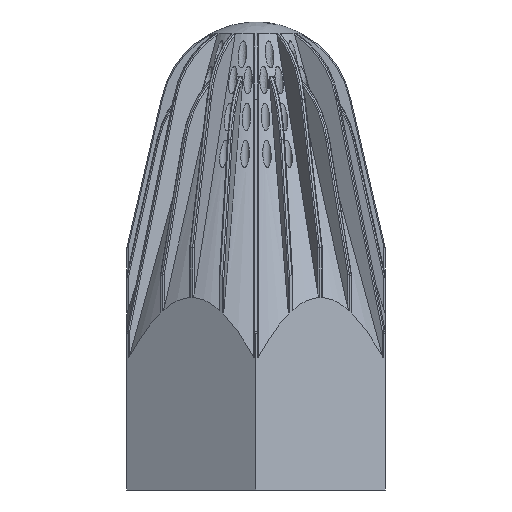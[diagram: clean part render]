
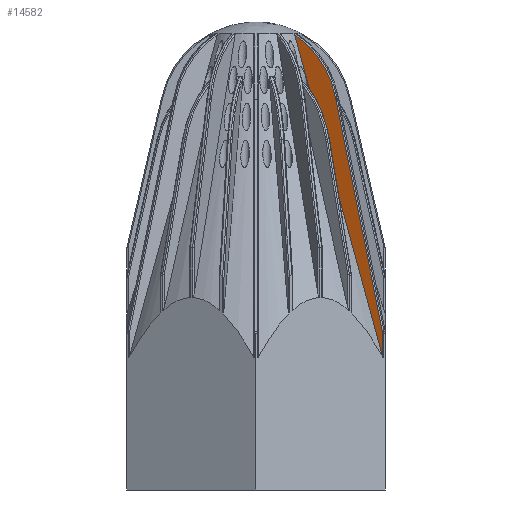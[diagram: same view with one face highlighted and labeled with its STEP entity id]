
A CAD part, left-side view. The second image highlights one B-rep face of the part: STEP entity #14582.
In plain terms, the highlighted planar face has unit normal (-0.866, 0.5, 0).
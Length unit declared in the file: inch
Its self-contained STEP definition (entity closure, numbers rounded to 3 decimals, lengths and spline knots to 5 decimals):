
#14414=CARTESIAN_POINT('',(-0.3783,-0.61723,3.03395));
#14415=VERTEX_POINT('',#14414);
#14432=CARTESIAN_POINT('',(-0.19574,-0.30104,3.52339));
#14433=VERTEX_POINT('',#14432);
#14449=CARTESIAN_POINT('',(-0.01645,0.0095,2.875));
#14450=DIRECTION('',(0.866,-0.5,0.));
#14451=DIRECTION('',(-0.373,-0.646,0.666));
#14452=AXIS2_PLACEMENT_3D('',#14449,#14450,#14451);
#14453=CIRCLE('',#14452,0.74093);
#14454=EDGE_CURVE('',#14433,#14415,#14453,.T.);
#14464=CARTESIAN_POINT('',(-0.58572,-0.9765,1.05077));
#14465=VERTEX_POINT('',#14464);
#14476=CARTESIAN_POINT('',(-0.58572,-0.9765,1.23751));
#14477=VERTEX_POINT('',#14476);
#14485=CARTESIAN_POINT('',(-0.58572,-0.9765,1.23751));
#14486=DIRECTION('',(0.0,0.0,-1.0));
#14487=VECTOR('',#14486,0.18675);
#14488=LINE('',#14485,#14487);
#14489=EDGE_CURVE('',#14477,#14465,#14488,.T.);
#14501=CARTESIAN_POINT('',(-0.37836,-0.61734,3.03386));
#14502=VERTEX_POINT('',#14501);
#14516=CARTESIAN_POINT('',(-0.37836,-0.61734,3.03386));
#14517=DIRECTION('',(-0.112,-0.195,-0.974));
#14518=VECTOR('',#14517,1.8436);
#14519=LINE('',#14516,#14518);
#14520=EDGE_CURVE('',#14502,#14477,#14519,.T.);
#14546=CARTESIAN_POINT('',(-0.0164,0.0096,3.56483));
#14547=DIRECTION('',(-0.866,0.5,0.));
#14548=DIRECTION('',(0.0,0.0,-1.0));
#14549=AXIS2_PLACEMENT_3D('',#14546,#14547,#14548);
#14550=PLANE('',#14549);
#14551=ORIENTED_EDGE('',*,*,#14454,.F.);
#14552=CARTESIAN_POINT('',(-0.58572,-0.9765,1.05077));
#14553=CARTESIAN_POINT('',(-0.28924,-0.46297,2.93116));
#14554=CARTESIAN_POINT('',(-0.19574,-0.30104,3.52339));
#14562=(BOUNDED_CURVE()B_SPLINE_CURVE(2,(#14552,#14553,#14554),.UNSPECIFIED.,.F.,.U.)B_SPLINE_CURVE_WITH_KNOTS((3,3),(0.07564,6.69492),.UNSPECIFIED.)CURVE()GEOMETRIC_REPRESENTATION_ITEM()RATIONAL_B_SPLINE_CURVE((1.004,1.175,1.003))REPRESENTATION_ITEM(''));
#14563=EDGE_CURVE('',#14465,#14433,#14562,.T.);
#14564=ORIENTED_EDGE('',*,*,#14563,.F.);
#14565=ORIENTED_EDGE('',*,*,#14489,.F.);
#14566=ORIENTED_EDGE('',*,*,#14520,.F.);
#14567=CARTESIAN_POINT('',(-0.3783,-0.61723,3.03395));
#14568=CARTESIAN_POINT('',(-0.37833,-0.61729,3.0339));
#14569=CARTESIAN_POINT('',(-0.37836,-0.61734,3.03386));
#14577=(BOUNDED_CURVE()B_SPLINE_CURVE(2,(#14567,#14568,#14569),.UNSPECIFIED.,.F.,.U.)B_SPLINE_CURVE_WITH_KNOTS((3,3),(0.84723,0.84776),.UNSPECIFIED.)CURVE()GEOMETRIC_REPRESENTATION_ITEM()RATIONAL_B_SPLINE_CURVE((1.058,1.058,1.058))REPRESENTATION_ITEM(''));
#14578=EDGE_CURVE('',#14415,#14502,#14577,.T.);
#14579=ORIENTED_EDGE('',*,*,#14578,.F.);
#14580=EDGE_LOOP('',(#14551,#14564,#14565,#14566,#14579));
#14581=FACE_OUTER_BOUND('',#14580,.T.);
#14582=ADVANCED_FACE('',(#14581),#14550,.T.);
